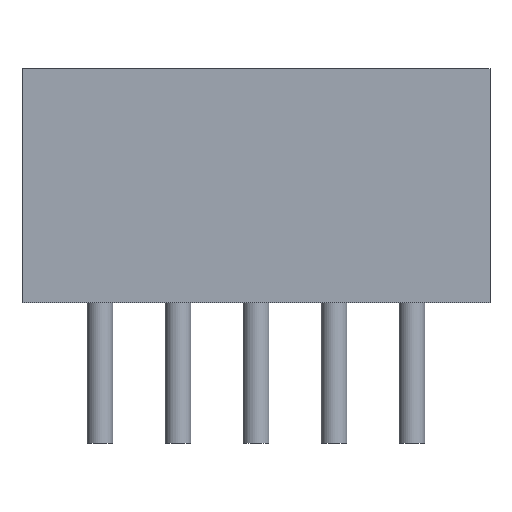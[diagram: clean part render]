
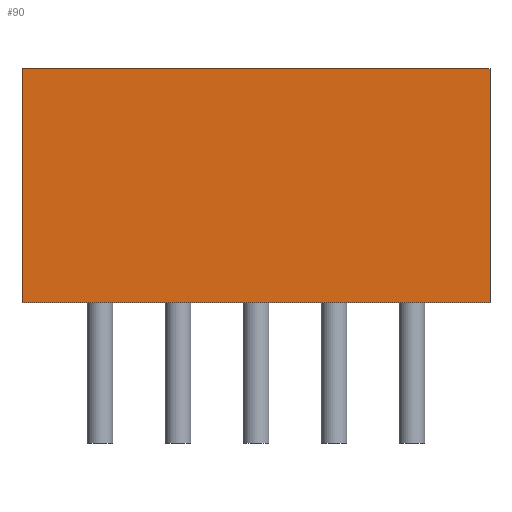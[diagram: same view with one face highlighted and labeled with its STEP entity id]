
A CAD part, front view. The second image highlights one B-rep face of the part: STEP entity #90.
In plain terms, the highlighted planar face has unit normal (0, -1, 0).
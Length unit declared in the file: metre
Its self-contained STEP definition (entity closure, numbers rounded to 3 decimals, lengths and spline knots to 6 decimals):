
#90 = ADVANCED_FACE( '', ( #203 ), #204, .T. );
#203 = FACE_OUTER_BOUND( '', #351, .T. );
#204 = PLANE( '', #352 );
#351 = EDGE_LOOP( '', ( #481, #482, #483, #484 ) );
#352 = AXIS2_PLACEMENT_3D( '', #485, #486, #487 );
#481 = ORIENTED_EDGE( '', *, *, #763, .F. );
#482 = ORIENTED_EDGE( '', *, *, #764, .F. );
#483 = ORIENTED_EDGE( '', *, *, #765, .T. );
#484 = ORIENTED_EDGE( '', *, *, #757, .T. );
#485 = CARTESIAN_POINT( '', ( 0., -0.00175, 0.0045 ) );
#486 = DIRECTION( '', ( 0., -1., 0. ) );
#487 = DIRECTION( '', ( 0., 0., -1. ) );
#757 = EDGE_CURVE( '', #871, #869, #872, .T. );
#763 = EDGE_CURVE( '', #881, #869, #882, .T. );
#764 = EDGE_CURVE( '', #883, #881, #884, .T. );
#765 = EDGE_CURVE( '', #883, #871, #885, .T. );
#869 = VERTEX_POINT( '', #1030 );
#871 = VERTEX_POINT( '', #1033 );
#872 = LINE( '', #1034, #1035 );
#881 = VERTEX_POINT( '', #1047 );
#882 = LINE( '', #1048, #1049 );
#883 = VERTEX_POINT( '', #1050 );
#884 = LINE( '', #1051, #1052 );
#885 = LINE( '', #1053, #1054 );
#1030 = CARTESIAN_POINT( '', ( -0.0045, -0.00175, 0. ) );
#1033 = CARTESIAN_POINT( '', ( -0.0045, -0.00175, 0.0045 ) );
#1034 = CARTESIAN_POINT( '', ( -0.0045, -0.00175, 0.0045 ) );
#1035 = VECTOR( '', #1234, 1. );
#1047 = CARTESIAN_POINT( '', ( 0.0045, -0.00175, 0. ) );
#1048 = CARTESIAN_POINT( '', ( 0., -0.00175, 0. ) );
#1049 = VECTOR( '', #1241, 1. );
#1050 = CARTESIAN_POINT( '', ( 0.0045, -0.00175, 0.0045 ) );
#1051 = CARTESIAN_POINT( '', ( 0.0045, -0.00175, 0.0045 ) );
#1052 = VECTOR( '', #1242, 1. );
#1053 = CARTESIAN_POINT( '', ( 0., -0.00175, 0.0045 ) );
#1054 = VECTOR( '', #1243, 1. );
#1234 = DIRECTION( '', ( 0., 0., -1. ) );
#1241 = DIRECTION( '', ( -1., 0., 0. ) );
#1242 = DIRECTION( '', ( 0., 0., -1. ) );
#1243 = DIRECTION( '', ( -1., 0., 0. ) );
